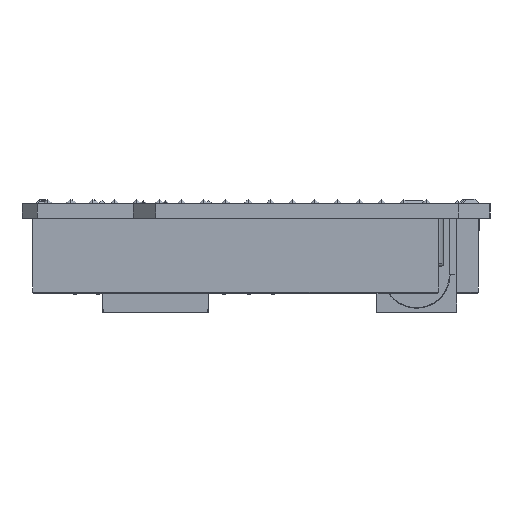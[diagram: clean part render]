
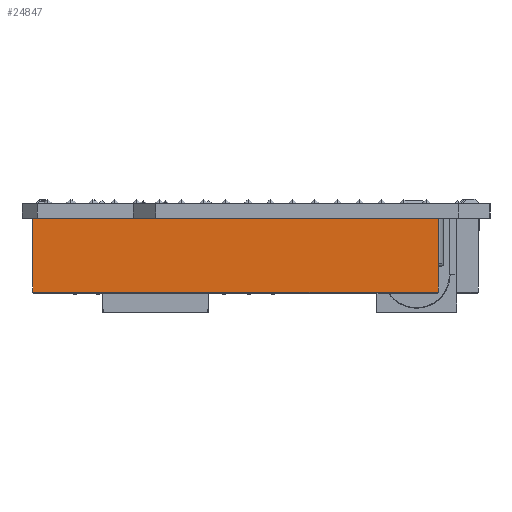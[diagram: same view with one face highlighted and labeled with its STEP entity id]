
A CAD part, left-side view. The second image highlights one B-rep face of the part: STEP entity #24847.
In plain terms, the highlighted planar face has unit normal (-1, 0, 0).
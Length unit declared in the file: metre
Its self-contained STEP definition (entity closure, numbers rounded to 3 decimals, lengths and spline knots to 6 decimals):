
#1779 = DIRECTION ( 'NONE',  ( 0., -1., 0. ) ) ;
#1930 = VERTEX_POINT ( 'NONE', #6390 ) ;
#3294 = LINE ( 'NONE', #37450, #47410 ) ;
#3400 = EDGE_CURVE ( 'NONE', #43413, #35334, #28636, .T. ) ;
#5378 = EDGE_CURVE ( 'NONE', #23329, #35334, #32809, .T. ) ;
#5476 = DIRECTION ( 'NONE',  ( 0., -1., 0. ) ) ;
#6390 = CARTESIAN_POINT ( 'NONE',  ( -0.070981, -0.031228, -0.011936 ) ) ;
#10108 = VECTOR ( 'NONE', #1779, 1. ) ;
#10557 = DIRECTION ( 'NONE',  ( 0., 1., 0. ) ) ;
#12149 = ORIENTED_EDGE ( 'NONE', *, *, #45287, .T. ) ;
#14765 = FACE_OUTER_BOUND ( 'NONE', #38195, .T. ) ;
#17961 = CARTESIAN_POINT ( 'NONE',  ( -0.070981, -0.031228, -0.011936 ) ) ;
#18159 = CARTESIAN_POINT ( 'NONE',  ( -0.070981, 0.03819, 0.000713 ) ) ;
#18750 = DIRECTION ( 'NONE',  ( 0., 0., 1. ) ) ;
#21055 = DIRECTION ( 'NONE',  ( 0., 0., 1. ) ) ;
#22389 = CARTESIAN_POINT ( 'NONE',  ( -0.070981, 0.03819, -0.011936 ) ) ;
#23329 = VERTEX_POINT ( 'NONE', #25209 ) ;
#23399 = ORIENTED_EDGE ( 'NONE', *, *, #35246, .T. ) ;
#24847 = ADVANCED_FACE ( 'NONE', ( #14765 ), #45384, .F. ) ;
#25209 = CARTESIAN_POINT ( 'NONE',  ( -0.070981, -0.031228, 0.000713 ) ) ;
#25216 = CARTESIAN_POINT ( 'NONE',  ( -0.070981, 0.03819, -0.012127 ) ) ;
#25301 = LINE ( 'NONE', #17961, #10108 ) ;
#26541 = CARTESIAN_POINT ( 'NONE',  ( -0.070981, 0.03819, 0.000713 ) ) ;
#27357 = ORIENTED_EDGE ( 'NONE', *, *, #3400, .F. ) ;
#27895 = CARTESIAN_POINT ( 'NONE',  ( -0.070981, 0.03819, -0.012127 ) ) ;
#28636 = LINE ( 'NONE', #27895, #33939 ) ;
#32288 = DIRECTION ( 'NONE',  ( 1., 0., 0. ) ) ;
#32809 = LINE ( 'NONE', #18159, #35238 ) ;
#33939 = VECTOR ( 'NONE', #21055, 1. ) ;
#33980 = AXIS2_PLACEMENT_3D ( 'NONE', #25216, #32288, #5476 ) ;
#35238 = VECTOR ( 'NONE', #10557, 1. ) ;
#35246 = EDGE_CURVE ( 'NONE', #43413, #1930, #25301, .T. ) ;
#35334 = VERTEX_POINT ( 'NONE', #26541 ) ;
#37450 = CARTESIAN_POINT ( 'NONE',  ( -0.070981, -0.031228, -0.012127 ) ) ;
#38195 = EDGE_LOOP ( 'NONE', ( #27357, #23399, #12149, #44707 ) ) ;
#43413 = VERTEX_POINT ( 'NONE', #22389 ) ;
#44707 = ORIENTED_EDGE ( 'NONE', *, *, #5378, .T. ) ;
#45287 = EDGE_CURVE ( 'NONE', #1930, #23329, #3294, .T. ) ;
#45384 = PLANE ( 'NONE',  #33980 ) ;
#47410 = VECTOR ( 'NONE', #18750, 1. ) ;
